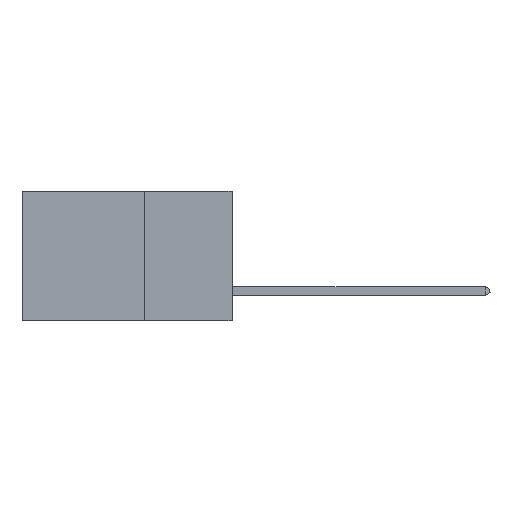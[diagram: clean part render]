
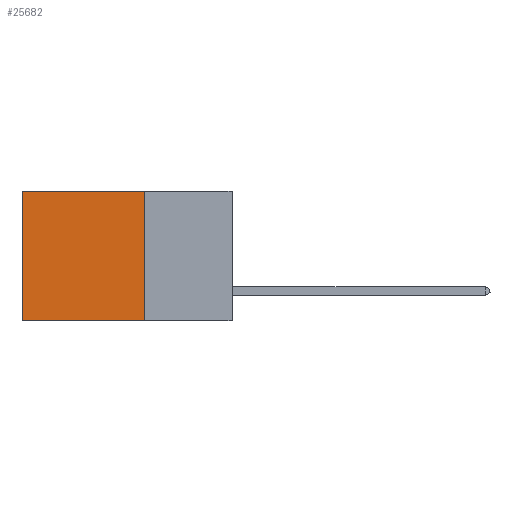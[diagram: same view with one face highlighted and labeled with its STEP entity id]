
A CAD part, left-side view. The second image highlights one B-rep face of the part: STEP entity #25682.
In plain terms, the highlighted planar face has unit normal (-1, 0, 0).
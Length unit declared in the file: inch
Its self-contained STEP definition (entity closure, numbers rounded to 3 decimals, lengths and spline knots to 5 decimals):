
#83 = EDGE_CURVE ( 'NONE', #9450, #9760, #15041, .T. ) ;
#1380 = DIRECTION ( 'NONE',  ( 0., 1., 0. ) ) ;
#1722 = EDGE_LOOP ( 'NONE', ( #7765, #7908, #18970, #11558 ) ) ;
#2336 = CARTESIAN_POINT ( 'NONE',  ( 0.2875, 0.25, 0. ) ) ;
#2625 = CARTESIAN_POINT ( 'NONE',  ( 0.2875, 0.6, 0. ) ) ;
#3892 = CARTESIAN_POINT ( 'NONE',  ( 0.2875, 0.25, 0. ) ) ;
#4205 = LINE ( 'NONE', #6512, #24512 ) ;
#6005 = DIRECTION ( 'NONE',  ( 1., 0., 0. ) ) ;
#6512 = CARTESIAN_POINT ( 'NONE',  ( 0.2875, 0.25, -0.37 ) ) ;
#7536 = VECTOR ( 'NONE', #10317, 39.37008 ) ;
#7542 = CARTESIAN_POINT ( 'NONE',  ( 0.2875, 0.25, 0. ) ) ;
#7765 = ORIENTED_EDGE ( 'NONE', *, *, #83, .T. ) ;
#7908 = ORIENTED_EDGE ( 'NONE', *, *, #23235, .F. ) ;
#9450 = VERTEX_POINT ( 'NONE', #2625 ) ;
#9760 = VERTEX_POINT ( 'NONE', #14313 ) ;
#10317 = DIRECTION ( 'NONE',  ( 0., 0., -1. ) ) ;
#10706 = DIRECTION ( 'NONE',  ( 0., 1., 0. ) ) ;
#11427 = CARTESIAN_POINT ( 'NONE',  ( 0.2875, 0.25, -0.37 ) ) ;
#11558 = ORIENTED_EDGE ( 'NONE', *, *, #22624, .T. ) ;
#12769 = VECTOR ( 'NONE', #25047, 39.37008 ) ;
#14313 = CARTESIAN_POINT ( 'NONE',  ( 0.2875, 0.6, -0.37 ) ) ;
#14468 = VERTEX_POINT ( 'NONE', #7542 ) ;
#15041 = LINE ( 'NONE', #23125, #12769 ) ;
#16469 = CARTESIAN_POINT ( 'NONE',  ( 0.2875, 0.25, 0. ) ) ;
#16622 = AXIS2_PLACEMENT_3D ( 'NONE', #3892, #6005, #26962 ) ;
#18590 = FACE_OUTER_BOUND ( 'NONE', #1722, .T. ) ;
#18970 = ORIENTED_EDGE ( 'NONE', *, *, #22468, .F. ) ;
#20610 = VECTOR ( 'NONE', #10706, 39.37008 ) ;
#21098 = VERTEX_POINT ( 'NONE', #11427 ) ;
#22468 = EDGE_CURVE ( 'NONE', #14468, #21098, #24255, .T. ) ;
#22624 = EDGE_CURVE ( 'NONE', #14468, #9450, #23917, .T. ) ;
#23125 = CARTESIAN_POINT ( 'NONE',  ( 0.2875, 0.6, 0. ) ) ;
#23235 = EDGE_CURVE ( 'NONE', #21098, #9760, #4205, .T. ) ;
#23917 = LINE ( 'NONE', #2336, #20610 ) ;
#24255 = LINE ( 'NONE', #16469, #7536 ) ;
#24512 = VECTOR ( 'NONE', #1380, 39.37008 ) ;
#25047 = DIRECTION ( 'NONE',  ( 0., 0., -1. ) ) ;
#25682 = ADVANCED_FACE ( 'NONE', ( #18590 ), #26874, .F. ) ;
#26874 = PLANE ( 'NONE',  #16622 ) ;
#26962 = DIRECTION ( 'NONE',  ( 0., 0., -1. ) ) ;
